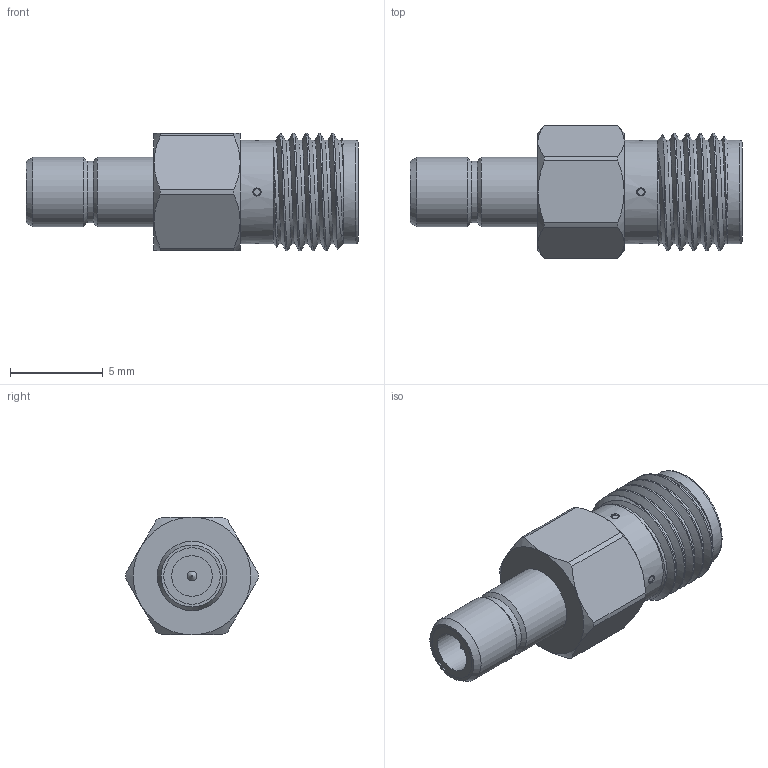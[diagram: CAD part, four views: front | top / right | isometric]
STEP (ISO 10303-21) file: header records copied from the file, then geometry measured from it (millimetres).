
FILE_DESCRIPTION (( 'STEP AP203' ), '1' );
FILE_NAME ('SM2062_3D.STEP', '2020-11-25T17:46:17', ( '' ), ( '' ), 'SwSTEP 2.0', 'SolidWorks 2018', '' );
FILE_SCHEMA (( 'CONFIG_CONTROL_DESIGN' ));
Length unit declared in the file: inch
Products named in the file (1): SM2062_3D
Bounding box: 17.93 x 7.17 x 6.35 mm (x, y, z)
Volume: 356 mm3; surface area: 470.3 mm2
Topology: 1 solids, 1 shells, 74 faces, 168 edges, 106 vertices
Faces by surface type: plane 27, cone 25, cylinder 18, bspline 3, torus 1
Full cylindrical faces by diameter (mm): 0.508 x1, 0.94 x1, 1.194 x1, 2.191 x1, 3.048 x1, 3.335 x1, 3.735 x2, 4.572 x1, 5.582 x2
Entity records: 3175 total; most frequent: CARTESIAN_POINT 1646, DIRECTION 296, ORIENTED_EDGE 270, EDGE_CURVE 135, AXIS2_PLACEMENT_3D 134, EDGE_LOOP 106, VERTEX_POINT 95, FACE_OUTER_BOUND 86
